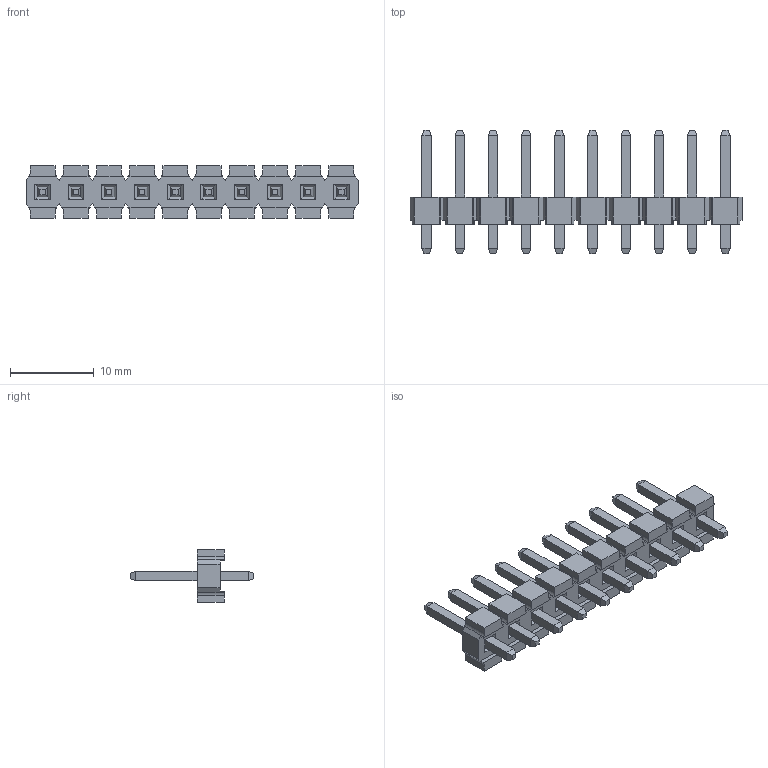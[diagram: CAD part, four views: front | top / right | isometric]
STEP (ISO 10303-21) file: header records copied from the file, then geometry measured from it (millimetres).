
FILE_DESCRIPTION( ('This file contains a STEP AP42 implementation' ,'as created by ZW3D STEP Interface translator.') ,'2;1' );
FILE_NAME( '1832-1110XXS147XXXX.stp' ,'23 320.155911', (''), ('ZWCAD Software Co.'), 'Version 1.0', 'ZW3D to STEP translator', '' );
FILE_SCHEMA(('AUTOMOTIVE_DESIGN { 1 0 10303 214 1 1 1 1 }'));
Length unit declared in the file: millimetre
Products named in the file (1): 0
Bounding box: 39.6 x 14.7 x 6.3 mm (x, y, z)
Volume: 782.7 mm3; surface area: 1666.5 mm2
Topology: 11 solids, 11 shells, 444 faces, 1106 edges, 684 vertices
Faces by surface type: plane 404, cylinder 40
Entity records: 13281 total; most frequent: CARTESIAN_POINT 2235, ORIENTED_EDGE 2212, DIRECTION 2076, EDGE_CURVE 1106, VECTOR 1026, LINE 1026, VERTEX_POINT 684, AXIS2_PLACEMENT_3D 525
